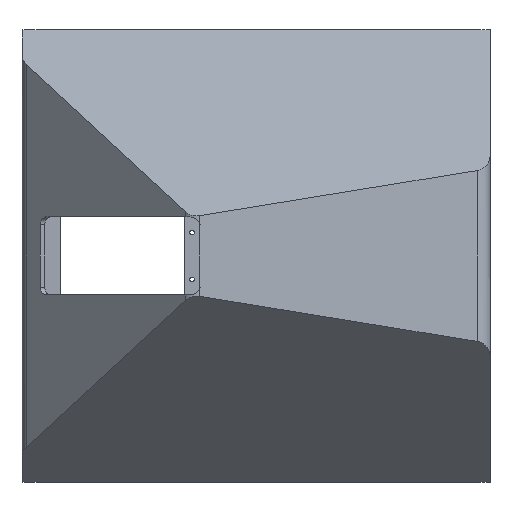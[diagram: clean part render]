
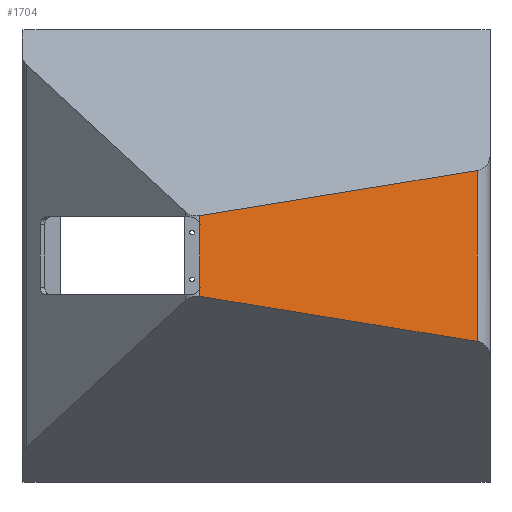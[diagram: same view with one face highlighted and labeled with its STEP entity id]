
A CAD part, front view. The second image highlights one B-rep face of the part: STEP entity #1704.
In plain terms, the highlighted planar face has unit normal (0.174, -0.985, 0).
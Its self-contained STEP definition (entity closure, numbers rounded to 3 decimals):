
#33 = CYLINDRICAL_SURFACE('',#34,10.);
#34 = AXIS2_PLACEMENT_3D('',#35,#36,#37);
#35 = CARTESIAN_POINT('',(208.117,-31.975,294.));
#36 = DIRECTION('',(0.,0.,-1.));
#37 = DIRECTION('',(-1.,0.,0.));
#90 = VERTEX_POINT('',#91);
#91 = CARTESIAN_POINT('',(209.853,-41.823,
    123.166));
#128 = PLANE('',#129);
#129 = AXIS2_PLACEMENT_3D('',#130,#131,#132);
#130 = CARTESIAN_POINT('',(396.,-42.727,124.));
#131 = DIRECTION('',(0.,0.678,0.735)
  );
#132 = DIRECTION('',(0.,-0.735,0.678));
#141 = EDGE_CURVE('',#142,#90,#144,.T.);
#142 = VERTEX_POINT('',#143);
#143 = CARTESIAN_POINT('',(209.853,-41.823,129.));
#144 = SURFACE_CURVE('',#145,(#149,#156),.PCURVE_S1.);
#145 = LINE('',#146,#147);
#146 = CARTESIAN_POINT('',(209.853,-41.823,294.));
#147 = VECTOR('',#148,1.);
#148 = DIRECTION('',(0.,0.,-1.));
#149 = PCURVE('',#33,#150);
#150 = DEFINITIONAL_REPRESENTATION('',(#151),#155);
#151 = LINE('',#152,#153);
#152 = CARTESIAN_POINT('',(4.538,0.));
#153 = VECTOR('',#154,1.);
#154 = DIRECTION('',(0.,1.));
#155 = ( GEOMETRIC_REPRESENTATION_CONTEXT(2) 
PARAMETRIC_REPRESENTATION_CONTEXT() REPRESENTATION_CONTEXT('2D SPACE',''
  ) );
#156 = PCURVE('',#157,#162);
#157 = PLANE('',#158);
#158 = AXIS2_PLACEMENT_3D('',#159,#160,#161);
#159 = CARTESIAN_POINT('',(204.727,-42.727,294.));
#160 = DIRECTION('',(-0.174,0.985,0.));
#161 = DIRECTION('',(-0.985,-0.174,0.));
#162 = DEFINITIONAL_REPRESENTATION('',(#163),#167);
#163 = LINE('',#164,#165);
#164 = CARTESIAN_POINT('',(-5.206,0.));
#165 = VECTOR('',#166,1.);
#166 = DIRECTION('',(-0.,-1.));
#167 = ( GEOMETRIC_REPRESENTATION_CONTEXT(2) 
PARAMETRIC_REPRESENTATION_CONTEXT() REPRESENTATION_CONTEXT('2D SPACE',''
  ) );
#1390 = PLANE('',#1391);
#1391 = AXIS2_PLACEMENT_3D('',#1392,#1393,#1394);
#1392 = CARTESIAN_POINT('',(396.,87.273,294.));
#1393 = DIRECTION('',(0.,0.678,-0.735
    ));
#1394 = DIRECTION('',(0.,0.735,0.678));
#1626 = CYLINDRICAL_SURFACE('',#1627,10.);
#1627 = AXIS2_PLACEMENT_3D('',#1628,#1629,#1630);
#1628 = CARTESIAN_POINT('',(208.117,-31.975,294.));
#1629 = DIRECTION('',(0.,0.,-1.));
#1630 = DIRECTION('',(-1.,0.,0.));
#1704 = ADVANCED_FACE('',(#1705),#157,.F.);
#1705 = FACE_BOUND('',#1706,.T.);
#1706 = EDGE_LOOP('',(#1707,#1730,#1758,#1781,#1804,#1830));
#1707 = ORIENTED_EDGE('',*,*,#1708,.T.);
#1708 = EDGE_CURVE('',#90,#1709,#1711,.T.);
#1709 = VERTEX_POINT('',#1710);
#1710 = CARTESIAN_POINT('',(387.736,-10.457,
    94.213));
#1711 = SURFACE_CURVE('',#1712,(#1716,#1723),.PCURVE_S1.);
#1712 = LINE('',#1713,#1714);
#1713 = CARTESIAN_POINT('',(178.563,-47.34,
    128.258));
#1714 = VECTOR('',#1715,1.);
#1715 = DIRECTION('',(0.972,0.171,-0.158));
#1716 = PCURVE('',#157,#1717);
#1717 = DEFINITIONAL_REPRESENTATION('',(#1718),#1722);
#1718 = LINE('',#1719,#1720);
#1719 = CARTESIAN_POINT('',(26.567,-165.742));
#1720 = VECTOR('',#1721,1.);
#1721 = DIRECTION('',(-0.987,-0.158));
#1722 = ( GEOMETRIC_REPRESENTATION_CONTEXT(2) 
PARAMETRIC_REPRESENTATION_CONTEXT() REPRESENTATION_CONTEXT('2D SPACE',''
  ) );
#1723 = PCURVE('',#128,#1724);
#1724 = DEFINITIONAL_REPRESENTATION('',(#1725),#1729);
#1725 = LINE('',#1726,#1727);
#1726 = CARTESIAN_POINT('',(6.278,-217.437));
#1727 = VECTOR('',#1728,1.);
#1728 = DIRECTION('',(-0.233,0.972));
#1729 = ( GEOMETRIC_REPRESENTATION_CONTEXT(2) 
PARAMETRIC_REPRESENTATION_CONTEXT() REPRESENTATION_CONTEXT('2D SPACE',''
  ) );
#1730 = ORIENTED_EDGE('',*,*,#1731,.T.);
#1731 = EDGE_CURVE('',#1709,#1732,#1734,.T.);
#1732 = VERTEX_POINT('',#1733);
#1733 = CARTESIAN_POINT('',(387.736,-10.457,
    203.787));
#1734 = SURFACE_CURVE('',#1735,(#1739,#1746),.PCURVE_S1.);
#1735 = LINE('',#1736,#1737);
#1736 = CARTESIAN_POINT('',(387.736,-10.457,294.));
#1737 = VECTOR('',#1738,1.);
#1738 = DIRECTION('',(0.,0.,1.));
#1739 = PCURVE('',#157,#1740);
#1740 = DEFINITIONAL_REPRESENTATION('',(#1741),#1745);
#1741 = LINE('',#1742,#1743);
#1742 = CARTESIAN_POINT('',(-185.833,0.));
#1743 = VECTOR('',#1744,1.);
#1744 = DIRECTION('',(0.,1.));
#1745 = ( GEOMETRIC_REPRESENTATION_CONTEXT(2) 
PARAMETRIC_REPRESENTATION_CONTEXT() REPRESENTATION_CONTEXT('2D SPACE',''
  ) );
#1746 = PCURVE('',#1747,#1752);
#1747 = CYLINDRICAL_SURFACE('',#1748,10.);
#1748 = AXIS2_PLACEMENT_3D('',#1749,#1750,#1751);
#1749 = CARTESIAN_POINT('',(386.,-0.609,294.));
#1750 = DIRECTION('',(0.,0.,-1.));
#1751 = DIRECTION('',(-1.,0.,0.));
#1752 = DEFINITIONAL_REPRESENTATION('',(#1753),#1757);
#1753 = LINE('',#1754,#1755);
#1754 = CARTESIAN_POINT('',(4.538,0.));
#1755 = VECTOR('',#1756,1.);
#1756 = DIRECTION('',(0.,-1.));
#1757 = ( GEOMETRIC_REPRESENTATION_CONTEXT(2) 
PARAMETRIC_REPRESENTATION_CONTEXT() REPRESENTATION_CONTEXT('2D SPACE',''
  ) );
#1758 = ORIENTED_EDGE('',*,*,#1759,.T.);
#1759 = EDGE_CURVE('',#1732,#1760,#1762,.T.);
#1760 = VERTEX_POINT('',#1761);
#1761 = CARTESIAN_POINT('',(209.853,-41.823,
    174.834));
#1762 = SURFACE_CURVE('',#1763,(#1767,#1774),.PCURVE_S1.);
#1763 = LINE('',#1764,#1765);
#1764 = CARTESIAN_POINT('',(223.195,-39.47,
    177.006));
#1765 = VECTOR('',#1766,1.);
#1766 = DIRECTION('',(-0.972,-0.171,-0.158));
#1767 = PCURVE('',#157,#1768);
#1768 = DEFINITIONAL_REPRESENTATION('',(#1769),#1773);
#1769 = LINE('',#1770,#1771);
#1770 = CARTESIAN_POINT('',(-18.753,-116.994));
#1771 = VECTOR('',#1772,1.);
#1772 = DIRECTION('',(0.987,-0.158));
#1773 = ( GEOMETRIC_REPRESENTATION_CONTEXT(2) 
PARAMETRIC_REPRESENTATION_CONTEXT() REPRESENTATION_CONTEXT('2D SPACE',''
  ) );
#1774 = PCURVE('',#1390,#1775);
#1775 = DEFINITIONAL_REPRESENTATION('',(#1776),#1780);
#1776 = LINE('',#1777,#1778);
#1777 = CARTESIAN_POINT('',(-172.486,-172.805));
#1778 = VECTOR('',#1779,1.);
#1779 = DIRECTION('',(-0.233,-0.972));
#1780 = ( GEOMETRIC_REPRESENTATION_CONTEXT(2) 
PARAMETRIC_REPRESENTATION_CONTEXT() REPRESENTATION_CONTEXT('2D SPACE',''
  ) );
#1781 = ORIENTED_EDGE('',*,*,#1782,.T.);
#1782 = EDGE_CURVE('',#1760,#1783,#1785,.T.);
#1783 = VERTEX_POINT('',#1784);
#1784 = CARTESIAN_POINT('',(209.853,-41.823,169.));
#1785 = SURFACE_CURVE('',#1786,(#1790,#1797),.PCURVE_S1.);
#1786 = LINE('',#1787,#1788);
#1787 = CARTESIAN_POINT('',(209.853,-41.823,294.));
#1788 = VECTOR('',#1789,1.);
#1789 = DIRECTION('',(0.,0.,-1.));
#1790 = PCURVE('',#157,#1791);
#1791 = DEFINITIONAL_REPRESENTATION('',(#1792),#1796);
#1792 = LINE('',#1793,#1794);
#1793 = CARTESIAN_POINT('',(-5.206,0.));
#1794 = VECTOR('',#1795,1.);
#1795 = DIRECTION('',(-0.,-1.));
#1796 = ( GEOMETRIC_REPRESENTATION_CONTEXT(2) 
PARAMETRIC_REPRESENTATION_CONTEXT() REPRESENTATION_CONTEXT('2D SPACE',''
  ) );
#1797 = PCURVE('',#1626,#1798);
#1798 = DEFINITIONAL_REPRESENTATION('',(#1799),#1803);
#1799 = LINE('',#1800,#1801);
#1800 = CARTESIAN_POINT('',(4.538,0.));
#1801 = VECTOR('',#1802,1.);
#1802 = DIRECTION('',(0.,1.));
#1803 = ( GEOMETRIC_REPRESENTATION_CONTEXT(2) 
PARAMETRIC_REPRESENTATION_CONTEXT() REPRESENTATION_CONTEXT('2D SPACE',''
  ) );
#1804 = ORIENTED_EDGE('',*,*,#1805,.F.);
#1805 = EDGE_CURVE('',#142,#1783,#1806,.T.);
#1806 = SURFACE_CURVE('',#1807,(#1811,#1818),.PCURVE_S1.);
#1807 = LINE('',#1808,#1809);
#1808 = CARTESIAN_POINT('',(209.853,-41.823,294.));
#1809 = VECTOR('',#1810,1.);
#1810 = DIRECTION('',(0.,0.,1.));
#1811 = PCURVE('',#157,#1812);
#1812 = DEFINITIONAL_REPRESENTATION('',(#1813),#1817);
#1813 = LINE('',#1814,#1815);
#1814 = CARTESIAN_POINT('',(-5.206,0.));
#1815 = VECTOR('',#1816,1.);
#1816 = DIRECTION('',(0.,1.));
#1817 = ( GEOMETRIC_REPRESENTATION_CONTEXT(2) 
PARAMETRIC_REPRESENTATION_CONTEXT() REPRESENTATION_CONTEXT('2D SPACE',''
  ) );
#1818 = PCURVE('',#1819,#1824);
#1819 = PLANE('',#1820);
#1820 = AXIS2_PLACEMENT_3D('',#1821,#1822,#1823);
#1821 = CARTESIAN_POINT('',(228.051,-23.625,124.));
#1822 = DIRECTION('',(0.707,-0.707,0.));
#1823 = DIRECTION('',(0.707,0.707,0.));
#1824 = DEFINITIONAL_REPRESENTATION('',(#1825),#1829);
#1825 = LINE('',#1826,#1827);
#1826 = CARTESIAN_POINT('',(-25.736,170.));
#1827 = VECTOR('',#1828,1.);
#1828 = DIRECTION('',(0.,1.));
#1829 = ( GEOMETRIC_REPRESENTATION_CONTEXT(2) 
PARAMETRIC_REPRESENTATION_CONTEXT() REPRESENTATION_CONTEXT('2D SPACE',''
  ) );
#1830 = ORIENTED_EDGE('',*,*,#141,.T.);
